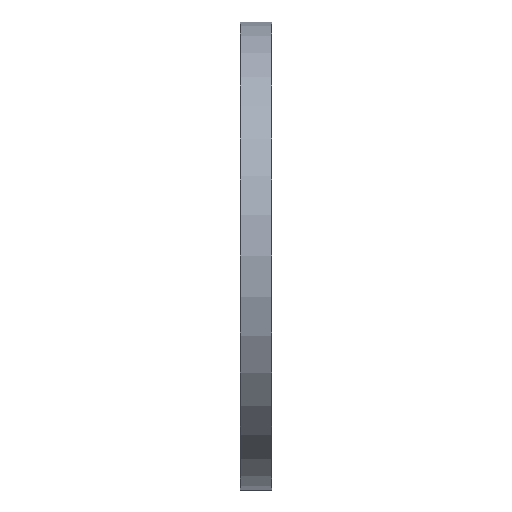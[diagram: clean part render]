
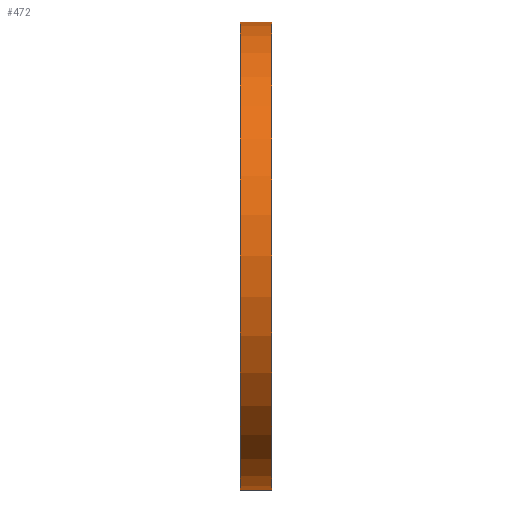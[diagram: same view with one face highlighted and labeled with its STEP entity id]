
A CAD part, left-side view. The second image highlights one B-rep face of the part: STEP entity #472.
In plain terms, the highlighted cylindrical face has radius 30 mm (diameter 60 mm), a partial arc.
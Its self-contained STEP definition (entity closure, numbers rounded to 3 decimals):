
#3 = DIRECTION ( 'NONE',  ( 0., -1., 0. ) ) ;
#15 = AXIS2_PLACEMENT_3D ( 'NONE', #1221, #1323, #197 ) ;
#19 = VERTEX_POINT ( 'NONE', #516 ) ;
#76 = CARTESIAN_POINT ( 'NONE',  ( 0., 4., 0. ) ) ;
#118 = AXIS2_PLACEMENT_3D ( 'NONE', #76, #599, #295 ) ;
#197 = DIRECTION ( 'NONE',  ( 0., 0., 1. ) ) ;
#264 = DIRECTION ( 'NONE',  ( 0., 1., 0. ) ) ;
#295 = DIRECTION ( 'NONE',  ( 0., 0., -1. ) ) ;
#298 = ORIENTED_EDGE ( 'NONE', *, *, #1167, .T. ) ;
#300 = DIRECTION ( 'NONE',  ( 0., -1., 0. ) ) ;
#402 = ORIENTED_EDGE ( 'NONE', *, *, #509, .F. ) ;
#410 = VERTEX_POINT ( 'NONE', #1002 ) ;
#423 = ORIENTED_EDGE ( 'NONE', *, *, #448, .F. ) ;
#448 = EDGE_CURVE ( 'NONE', #410, #737, #693, .T. ) ;
#472 = ADVANCED_FACE ( 'NONE', ( #1019 ), #592, .T. ) ;
#509 = EDGE_CURVE ( 'NONE', #19, #410, #836, .T. ) ;
#516 = CARTESIAN_POINT ( 'NONE',  ( 0., 4., -30. ) ) ;
#528 = CARTESIAN_POINT ( 'NONE',  ( 0., 0., -30. ) ) ;
#553 = VECTOR ( 'NONE', #300, 1000. ) ;
#556 = AXIS2_PLACEMENT_3D ( 'NONE', #1194, #264, #765 ) ;
#592 = CYLINDRICAL_SURFACE ( 'NONE', #118, 30. ) ;
#599 = DIRECTION ( 'NONE',  ( 0., -1., 0. ) ) ;
#693 = LINE ( 'NONE', #1113, #553 ) ;
#718 = EDGE_LOOP ( 'NONE', ( #423, #402, #760, #298 ) ) ;
#737 = VERTEX_POINT ( 'NONE', #1282 ) ;
#744 = VECTOR ( 'NONE', #3, 1000. ) ;
#760 = ORIENTED_EDGE ( 'NONE', *, *, #1015, .T. ) ;
#765 = DIRECTION ( 'NONE',  ( 0., 0., 1. ) ) ;
#836 = CIRCLE ( 'NONE', #15, 30. ) ;
#942 = LINE ( 'NONE', #1140, #744 ) ;
#979 = VERTEX_POINT ( 'NONE', #528 ) ;
#1002 = CARTESIAN_POINT ( 'NONE',  ( 0., 4., 30. ) ) ;
#1015 = EDGE_CURVE ( 'NONE', #19, #979, #942, .T. ) ;
#1019 = FACE_OUTER_BOUND ( 'NONE', #718, .T. ) ;
#1102 = CIRCLE ( 'NONE', #556, 30. ) ;
#1113 = CARTESIAN_POINT ( 'NONE',  ( 0., 4., 30. ) ) ;
#1140 = CARTESIAN_POINT ( 'NONE',  ( 0., 4., -30. ) ) ;
#1167 = EDGE_CURVE ( 'NONE', #979, #737, #1102, .T. ) ;
#1194 = CARTESIAN_POINT ( 'NONE',  ( 0., 0., 0. ) ) ;
#1221 = CARTESIAN_POINT ( 'NONE',  ( 0., 4., 0. ) ) ;
#1282 = CARTESIAN_POINT ( 'NONE',  ( 0., 0., 30. ) ) ;
#1323 = DIRECTION ( 'NONE',  ( 0., 1., 0. ) ) ;
